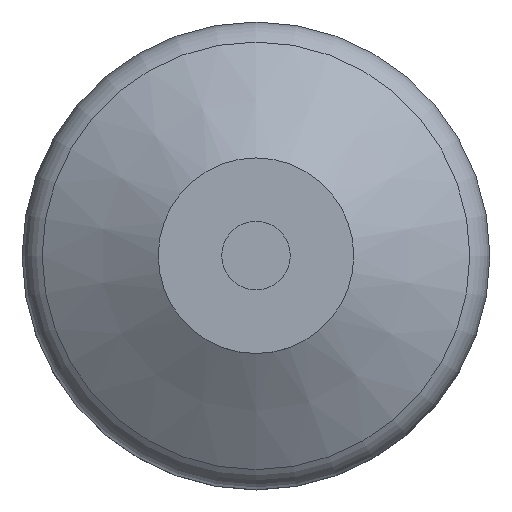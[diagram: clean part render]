
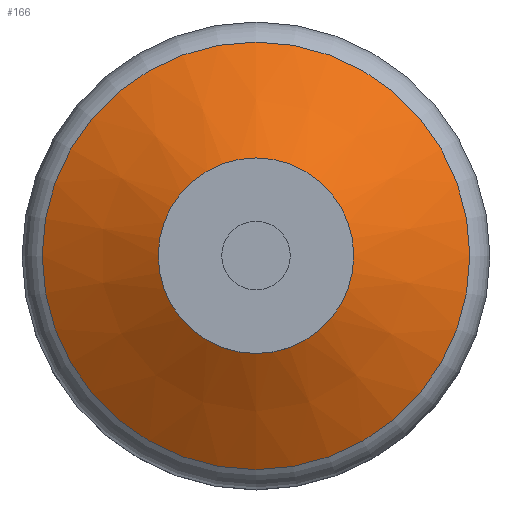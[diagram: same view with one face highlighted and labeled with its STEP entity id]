
A CAD part, top view. The second image highlights one B-rep face of the part: STEP entity #166.
In plain terms, the highlighted conical face has half-angle 58.572 degrees and reference radius 23.513 mm.
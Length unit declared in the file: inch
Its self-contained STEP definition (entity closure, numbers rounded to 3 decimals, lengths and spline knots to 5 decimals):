
#18=CONICAL_SURFACE('',#191,0.92569,58.572);
#30=FACE_BOUND('',#64,.T.);
#43=FACE_OUTER_BOUND('',#63,.T.);
#63=EDGE_LOOP('',(#135));
#64=EDGE_LOOP('',(#136));
#82=CIRCLE('',#189,0.58103);
#83=CIRCLE('',#192,1.27036);
#97=VERTEX_POINT('',#284);
#98=VERTEX_POINT('',#288);
#112=EDGE_CURVE('',#97,#97,#82,.T.);
#113=EDGE_CURVE('',#98,#98,#83,.T.);
#135=ORIENTED_EDGE('',*,*,#112,.T.);
#136=ORIENTED_EDGE('',*,*,#113,.F.);
#166=ADVANCED_FACE('',(#43,#30),#18,.T.);
#189=AXIS2_PLACEMENT_3D('',#285,#234,#235);
#191=AXIS2_PLACEMENT_3D('',#287,#238,#239);
#192=AXIS2_PLACEMENT_3D('',#289,#240,#241);
#234=DIRECTION('center_axis',(0.,0.,-1.));
#235=DIRECTION('ref_axis',(1.,0.,0.));
#238=DIRECTION('center_axis',(0.,0.,-1.));
#239=DIRECTION('ref_axis',(0.,1.,0.));
#240=DIRECTION('center_axis',(0.,0.,-1.));
#241=DIRECTION('ref_axis',(0.,1.,0.));
#284=CARTESIAN_POINT('',(0.58103,0.,1.13455));
#285=CARTESIAN_POINT('Origin',(0.,0.,1.13455));
#287=CARTESIAN_POINT('Origin',(0.,0.,0.92394));
#288=CARTESIAN_POINT('',(0.,1.27036,0.71332));
#289=CARTESIAN_POINT('Origin',(0.,0.,0.71332));
